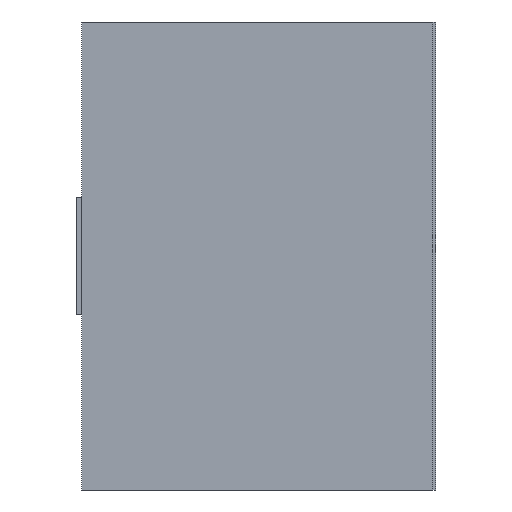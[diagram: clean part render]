
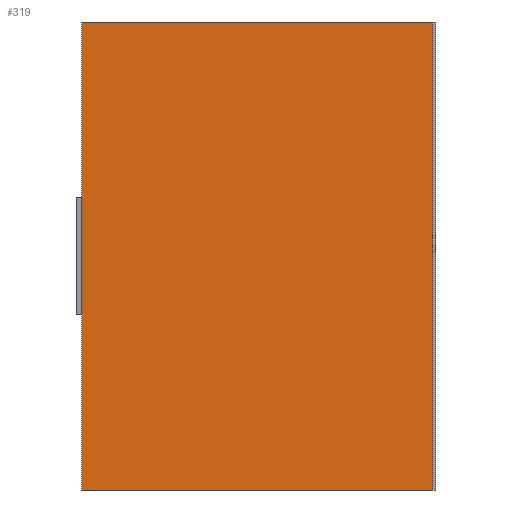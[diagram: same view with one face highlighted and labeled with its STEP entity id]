
A CAD part, left-side view. The second image highlights one B-rep face of the part: STEP entity #319.
In plain terms, the highlighted planar face has unit normal (-1, 0, 0).
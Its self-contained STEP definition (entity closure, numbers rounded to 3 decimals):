
#25=DIRECTION('',(0.,0.,1.));
#26=VECTOR('',#25,1.6);
#27=CARTESIAN_POINT('',(-1.6,-0.6,-0.8));
#28=LINE('',#27,#26);
#53=DIRECTION('',(0.,1.,0.));
#54=VECTOR('',#53,1.2);
#55=CARTESIAN_POINT('',(-1.6,-0.6,0.8));
#56=LINE('',#55,#54);
#73=DIRECTION('',(0.,1.,0.));
#74=VECTOR('',#73,1.2);
#75=CARTESIAN_POINT('',(-1.6,-0.6,-0.8));
#76=LINE('',#75,#74);
#77=DIRECTION('',(0.,0.,1.));
#78=VECTOR('',#77,1.6);
#79=CARTESIAN_POINT('',(-1.6,0.6,-0.8));
#80=LINE('',#79,#78);
#145=CARTESIAN_POINT('',(-1.6,-0.6,-0.8));
#146=CARTESIAN_POINT('',(-1.6,-0.6,0.8));
#147=VERTEX_POINT('',#145);
#148=VERTEX_POINT('',#146);
#153=CARTESIAN_POINT('',(-1.6,0.6,-0.8));
#154=CARTESIAN_POINT('',(-1.6,0.6,0.8));
#155=VERTEX_POINT('',#153);
#156=VERTEX_POINT('',#154);
#307=CARTESIAN_POINT('',(-1.6,-0.6,-0.8));
#308=DIRECTION('',(-1.,0.,0.));
#309=DIRECTION('',(0.,0.,1.));
#310=AXIS2_PLACEMENT_3D('',#307,#308,#309);
#311=PLANE('',#310);
#312=ORIENTED_EDGE('',*,*,#218,.F.);
#313=ORIENTED_EDGE('',*,*,#256,.T.);
#315=ORIENTED_EDGE('',*,*,#314,.T.);
#316=ORIENTED_EDGE('',*,*,#286,.F.);
#317=EDGE_LOOP('',(#312,#313,#315,#316));
#318=FACE_OUTER_BOUND('',#317,.F.);
#319=ADVANCED_FACE('',(#318),#311,.T.);
#218=EDGE_CURVE('',#147,#148,#28,.T.);
#256=EDGE_CURVE('',#147,#155,#76,.T.);
#286=EDGE_CURVE('',#148,#156,#56,.T.);
#314=EDGE_CURVE('',#155,#156,#80,.T.);
